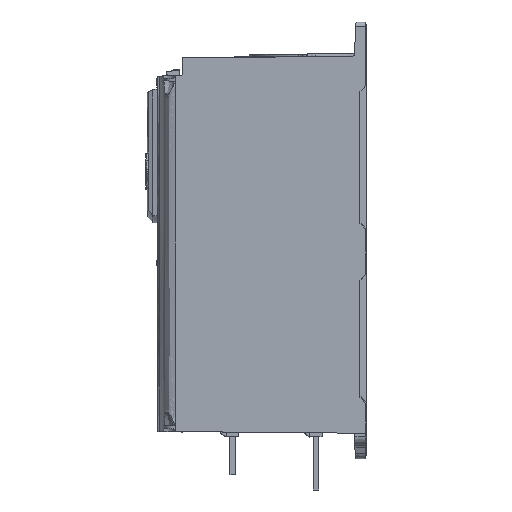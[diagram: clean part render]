
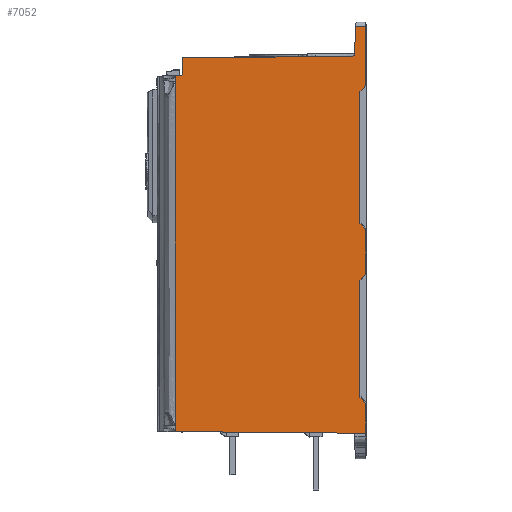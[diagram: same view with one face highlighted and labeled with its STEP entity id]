
A CAD part, left-side view. The second image highlights one B-rep face of the part: STEP entity #7052.
In plain terms, the highlighted planar face has unit normal (-1, 0.009, 0).
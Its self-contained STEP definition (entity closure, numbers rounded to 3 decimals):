
#1401=B_SPLINE_CURVE_WITH_KNOTS('',3,(#83141,#83142,#83143,#83144),
 .UNSPECIFIED.,.F.,.F.,(4,4),(0.,1.),.UNSPECIFIED.);
#2064=B_SPLINE_CURVE_WITH_KNOTS('',3,(#104344,#104345,#104346,#104347),
 .UNSPECIFIED.,.F.,.F.,(4,4),(0.,1.),.UNSPECIFIED.);
#4135=PLANE('',#54336);
#7052=ADVANCED_FACE('',(#9163),#4135,.T.);
#9163=FACE_OUTER_BOUND('',#11616,.T.);
#11616=EDGE_LOOP('',(#24729,#24730,#24731,#24732,#24733,#24734,#24735,#24736,
#24737,#24738,#24739,#24740,#24741,#24742,#24743,#24744,#24745,#24746,#24747));
#12122=(
BOUNDED_CURVE()
B_SPLINE_CURVE(3,(#107532,#107533,#107534,#107535),.UNSPECIFIED.,.F.,.F.)
B_SPLINE_CURVE_WITH_KNOTS((4,4),(0.,1.),.UNSPECIFIED.)
CURVE()
GEOMETRIC_REPRESENTATION_ITEM()
RATIONAL_B_SPLINE_CURVE((1.,0.819,0.819,1.))
REPRESENTATION_ITEM('')
);
#24729=ORIENTED_EDGE('',*,*,#38876,.T.);
#24730=ORIENTED_EDGE('',*,*,#39420,.F.);
#24731=ORIENTED_EDGE('',*,*,#38873,.T.);
#24732=ORIENTED_EDGE('',*,*,#38767,.T.);
#24733=ORIENTED_EDGE('',*,*,#38769,.T.);
#24734=ORIENTED_EDGE('',*,*,#39421,.T.);
#24735=ORIENTED_EDGE('',*,*,#38772,.T.);
#24736=ORIENTED_EDGE('',*,*,#38776,.T.);
#24737=ORIENTED_EDGE('',*,*,#38778,.T.);
#24738=ORIENTED_EDGE('',*,*,#39422,.T.);
#24739=ORIENTED_EDGE('',*,*,#39423,.T.);
#24740=ORIENTED_EDGE('',*,*,#39424,.F.);
#24741=ORIENTED_EDGE('',*,*,#39425,.F.);
#24742=ORIENTED_EDGE('',*,*,#39382,.T.);
#24743=ORIENTED_EDGE('',*,*,#39426,.F.);
#24744=ORIENTED_EDGE('',*,*,#39427,.F.);
#24745=ORIENTED_EDGE('',*,*,#39428,.F.);
#24746=ORIENTED_EDGE('',*,*,#36743,.T.);
#24747=ORIENTED_EDGE('',*,*,#36756,.T.);
#29394=VERTEX_POINT('',#83145);
#29395=VERTEX_POINT('',#83146);
#29405=VERTEX_POINT('',#83231);
#30793=VERTEX_POINT('',#104076);
#30794=VERTEX_POINT('',#104078);
#30795=VERTEX_POINT('',#104082);
#30796=VERTEX_POINT('',#104086);
#30797=VERTEX_POINT('',#104088);
#30798=VERTEX_POINT('',#104093);
#30799=VERTEX_POINT('',#104097);
#30872=VERTEX_POINT('',#104334);
#30873=VERTEX_POINT('',#104343);
#31193=VERTEX_POINT('',#107531);
#31194=VERTEX_POINT('',#107536);
#31219=VERTEX_POINT('',#107650);
#31220=VERTEX_POINT('',#107652);
#31221=VERTEX_POINT('',#107654);
#31222=VERTEX_POINT('',#107657);
#31223=VERTEX_POINT('',#107659);
#36743=EDGE_CURVE('',#29394,#29395,#1401,.T.);
#36756=EDGE_CURVE('',#29395,#29405,#43925,.T.);
#38767=EDGE_CURVE('',#30794,#30793,#45120,.T.);
#38769=EDGE_CURVE('',#30793,#30795,#45122,.T.);
#38772=EDGE_CURVE('',#30797,#30796,#45125,.T.);
#38776=EDGE_CURVE('',#30796,#30798,#45129,.T.);
#38778=EDGE_CURVE('',#30798,#30799,#45131,.T.);
#38873=EDGE_CURVE('',#30872,#30794,#45211,.T.);
#38876=EDGE_CURVE('',#29405,#30873,#2064,.T.);
#39382=EDGE_CURVE('',#31194,#31193,#12122,.T.);
#39420=EDGE_CURVE('',#30872,#30873,#45569,.T.);
#39421=EDGE_CURVE('',#30795,#30797,#45570,.T.);
#39422=EDGE_CURVE('',#30799,#31219,#45571,.T.);
#39423=EDGE_CURVE('',#31219,#31220,#45572,.T.);
#39424=EDGE_CURVE('',#31221,#31220,#45573,.T.);
#39425=EDGE_CURVE('',#31194,#31221,#45574,.T.);
#39426=EDGE_CURVE('',#31222,#31193,#45575,.T.);
#39427=EDGE_CURVE('',#31223,#31222,#45576,.T.);
#39428=EDGE_CURVE('',#29394,#31223,#45577,.T.);
#43925=LINE('',#83232,#50016);
#45120=LINE('',#104077,#51211);
#45122=LINE('',#104081,#51213);
#45125=LINE('',#104087,#51216);
#45129=LINE('',#104094,#51220);
#45131=LINE('',#104098,#51222);
#45211=LINE('',#104333,#51302);
#45569=LINE('',#107647,#51660);
#45570=LINE('',#107648,#51661);
#45571=LINE('',#107649,#51662);
#45572=LINE('',#107651,#51663);
#45573=LINE('',#107653,#51664);
#45574=LINE('',#107655,#51665);
#45575=LINE('',#107656,#51666);
#45576=LINE('',#107658,#51667);
#45577=LINE('',#107660,#51668);
#50016=VECTOR('',#62001,1.);
#51211=VECTOR('',#64202,1.);
#51213=VECTOR('',#64206,1.);
#51216=VECTOR('',#64211,1.);
#51220=VECTOR('',#64217,1.);
#51222=VECTOR('',#64221,1.);
#51302=VECTOR('',#64359,1.);
#51660=VECTOR('',#64867,1.);
#51661=VECTOR('',#64868,1.);
#51662=VECTOR('',#64869,1.);
#51663=VECTOR('',#64870,1.);
#51664=VECTOR('',#64871,1.);
#51665=VECTOR('',#64872,1.);
#51666=VECTOR('',#64873,1.);
#51667=VECTOR('',#64874,1.);
#51668=VECTOR('',#64875,1.);
#54336=AXIS2_PLACEMENT_3D('',#107661,#64876,#64877);
#62001=DIRECTION('',(0.,0.,-1.));
#64202=DIRECTION('',(0.006,0.707,0.707));
#64206=DIRECTION('',(0.,0.,1.));
#64211=DIRECTION('',(0.,0.,1.));
#64217=DIRECTION('',(0.006,0.707,0.707));
#64221=DIRECTION('',(0.,0.,1.));
#64359=DIRECTION('',(0.,0.,1.));
#64867=DIRECTION('',(0.009,1.,0.009));
#64868=DIRECTION('',(-0.006,-0.707,0.707));
#64869=DIRECTION('',(-0.006,-0.707,0.707));
#64870=DIRECTION('',(0.,0.,1.));
#64871=DIRECTION('',(-0.009,-1.,0.009));
#64872=DIRECTION('',(0.,-0.052,0.999));
#64873=DIRECTION('',(-0.009,-1.,0.009));
#64874=DIRECTION('',(0.,0.009,1.));
#64875=DIRECTION('',(-0.009,-0.999,0.052));
#64876=DIRECTION('',(-1.,0.009,0.));
#64877=DIRECTION('',(0.009,1.,0.));
#83141=CARTESIAN_POINT('',(-106.166,210.898,180.408));
#83142=CARTESIAN_POINT('',(-106.166,210.898,180.312));
#83143=CARTESIAN_POINT('',(-106.166,210.897,180.216));
#83144=CARTESIAN_POINT('',(-106.166,210.897,180.12));
#83145=CARTESIAN_POINT('',(-106.166,210.898,180.408));
#83146=CARTESIAN_POINT('',(-106.166,210.897,180.12));
#83231=CARTESIAN_POINT('',(-106.166,210.897,-212.492));
#83232=CARTESIAN_POINT('',(-106.166,210.897,13.62));
#104076=CARTESIAN_POINT('',(-107.946,7.,-175.2));
#104077=CARTESIAN_POINT('',(-108.002,0.5,-181.7));
#104078=CARTESIAN_POINT('',(-108.002,0.5,-181.7));
#104081=CARTESIAN_POINT('',(-107.946,7.,13.62));
#104082=CARTESIAN_POINT('',(-107.946,7.,-45.8));
#104086=CARTESIAN_POINT('',(-108.002,0.5,10.3));
#104087=CARTESIAN_POINT('',(-108.002,0.5,13.62));
#104088=CARTESIAN_POINT('',(-108.002,0.5,-39.3));
#104093=CARTESIAN_POINT('',(-107.946,7.,16.8));
#104094=CARTESIAN_POINT('',(-108.002,0.5,10.3));
#104097=CARTESIAN_POINT('',(-107.946,7.,162.391));
#104098=CARTESIAN_POINT('',(-107.946,7.,13.62));
#104333=CARTESIAN_POINT('',(-108.002,0.5,13.62));
#104334=CARTESIAN_POINT('',(-108.002,0.5,-214.503));
#104343=CARTESIAN_POINT('',(-106.166,210.898,-212.667));
#104344=CARTESIAN_POINT('',(-106.166,210.897,-212.492));
#104345=CARTESIAN_POINT('',(-106.166,210.897,-212.55));
#104346=CARTESIAN_POINT('',(-106.166,210.897,-212.608));
#104347=CARTESIAN_POINT('',(-106.166,210.898,-212.667));
#107531=CARTESIAN_POINT('',(-107.866,16.14,201.396));
#107532=CARTESIAN_POINT('',(-107.892,13.17,204.239));
#107533=CARTESIAN_POINT('',(-107.891,13.258,202.568));
#107534=CARTESIAN_POINT('',(-107.88,14.466,201.411));
#107535=CARTESIAN_POINT('',(-107.866,16.14,201.396));
#107536=CARTESIAN_POINT('',(-107.892,13.17,204.239));
#107647=CARTESIAN_POINT('',(-108.002,0.5,-214.503));
#107648=CARTESIAN_POINT('',(-107.946,7.,-45.8));
#107649=CARTESIAN_POINT('',(-107.946,7.,162.391));
#107650=CARTESIAN_POINT('',(-108.002,0.5,168.891));
#107651=CARTESIAN_POINT('',(-108.002,0.5,-212.509));
#107652=CARTESIAN_POINT('',(-108.002,0.5,234.285));
#107653=CARTESIAN_POINT('',(-107.985,2.538,234.268));
#107654=CARTESIAN_POINT('',(-107.905,11.6,234.188));
#107655=CARTESIAN_POINT('',(-107.892,13.17,204.239));
#107656=CARTESIAN_POINT('',(-106.236,202.897,199.767));
#107657=CARTESIAN_POINT('',(-106.236,202.897,199.767));
#107658=CARTESIAN_POINT('',(-106.237,202.732,180.836));
#107659=CARTESIAN_POINT('',(-106.237,202.732,180.836));
#107660=CARTESIAN_POINT('',(-106.166,210.898,180.408));
#107661=CARTESIAN_POINT('',(-106.75,144.,13.62));
